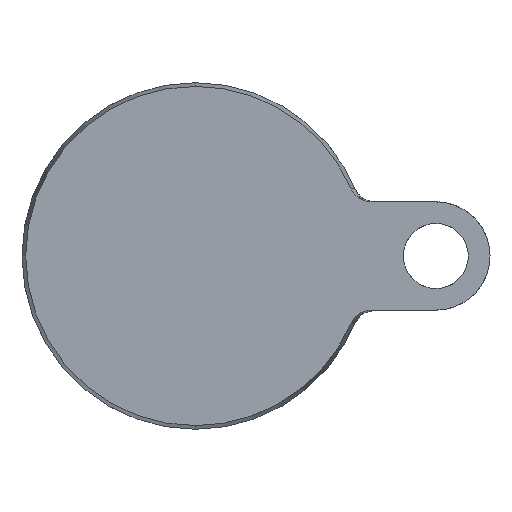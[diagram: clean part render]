
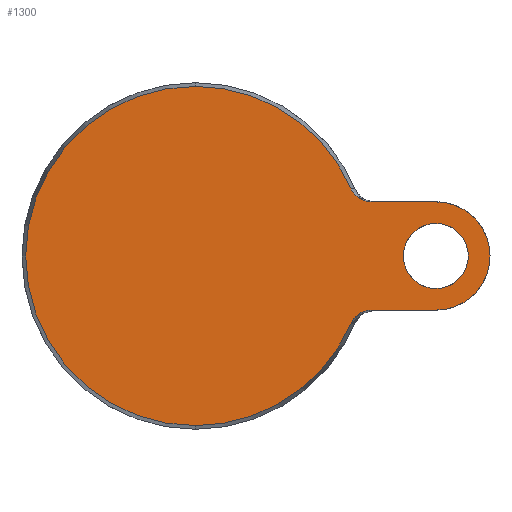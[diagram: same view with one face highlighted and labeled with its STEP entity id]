
A CAD part, front view. The second image highlights one B-rep face of the part: STEP entity #1300.
In plain terms, the highlighted planar face has unit normal (0, -1, 0).
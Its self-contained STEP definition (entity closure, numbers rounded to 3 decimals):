
#21 = CARTESIAN_POINT ( 'NONE',  ( 38.891, 0., -12.781 ) ) ;
#36 = VERTEX_POINT ( 'NONE', #891 ) ;
#43 = AXIS2_PLACEMENT_3D ( 'NONE', #1301, #1419, #777 ) ;
#44 = CARTESIAN_POINT ( 'NONE',  ( 0., 0., 39.143 ) ) ;
#69 = B_SPLINE_CURVE_WITH_KNOTS ( 'NONE', 3,
 ( #274, #163, #521, #1038, #1401, #1538, #913, #907, #640, #414, #21, #920, #1054, #526 ),
 .UNSPECIFIED., .F., .F.,
 ( 4, 2, 2, 2, 2, 2, 4 ),
 ( 0., 0.001, 0.002, 0.003, 0.004, 0.004, 0.006 ),
 .UNSPECIFIED. ) ;
#98 = EDGE_CURVE ( 'NONE', #36, #129, #307, .T. ) ;
#107 = VERTEX_POINT ( 'NONE', #143 ) ;
#129 = VERTEX_POINT ( 'NONE', #1040 ) ;
#143 = CARTESIAN_POINT ( 'NONE',  ( 35.928, 0., -15.535 ) ) ;
#163 = CARTESIAN_POINT ( 'NONE',  ( 36.124, 0., -15.081 ) ) ;
#199 = CARTESIAN_POINT ( 'NONE',  ( 55.5, 0., 0. ) ) ;
#215 = ORIENTED_EDGE ( 'NONE', *, *, #383, .T. ) ;
#228 = CARTESIAN_POINT ( 'NONE',  ( 55.5, 0., -12.5 ) ) ;
#240 = CARTESIAN_POINT ( 'NONE',  ( 36.388, 0., 14.659 ) ) ;
#250 = EDGE_CURVE ( 'NONE', #129, #36, #991, .T. ) ;
#274 = CARTESIAN_POINT ( 'NONE',  ( 35.928, 0., -15.535 ) ) ;
#282 = AXIS2_PLACEMENT_3D ( 'NONE', #1006, #625, #372 ) ;
#307 = CIRCLE ( 'NONE', #966, 7.5 ) ;
#323 = EDGE_CURVE ( 'NONE', #708, #962, #1015, .T. ) ;
#350 = CARTESIAN_POINT ( 'NONE',  ( 39.603, 0., 12.57 ) ) ;
#355 = DIRECTION ( 'NONE',  ( -1., 0., 0. ) ) ;
#356 = CARTESIAN_POINT ( 'NONE',  ( 36.861, 0., 14.101 ) ) ;
#360 = CIRCLE ( 'NONE', #43, 39.143 ) ;
#365 = ORIENTED_EDGE ( 'NONE', *, *, #422, .T. ) ;
#366 = CARTESIAN_POINT ( 'NONE',  ( 38.008, 0., 13.187 ) ) ;
#372 = DIRECTION ( 'NONE',  ( 0., 0., 1. ) ) ;
#383 = EDGE_CURVE ( 'NONE', #107, #962, #69, .T. ) ;
#403 = DIRECTION ( 'NONE',  ( 0., 1., 0. ) ) ;
#414 = CARTESIAN_POINT ( 'NONE',  ( 38.663, 0., -12.866 ) ) ;
#422 = EDGE_CURVE ( 'NONE', #1312, #750, #360, .T. ) ;
#435 = ORIENTED_EDGE ( 'NONE', *, *, #1553, .T. ) ;
#458 = ORIENTED_EDGE ( 'NONE', *, *, #250, .T. ) ;
#462 = CARTESIAN_POINT ( 'NONE',  ( 35.928, 0., 15.535 ) ) ;
#490 = CIRCLE ( 'NONE', #1416, 12.5 ) ;
#491 = CARTESIAN_POINT ( 'NONE',  ( 40.579, 0., 12.5 ) ) ;
#521 = CARTESIAN_POINT ( 'NONE',  ( 36.381, 0., -14.668 ) ) ;
#526 = CARTESIAN_POINT ( 'NONE',  ( 40.579, 0., -12.5 ) ) ;
#543 = DIRECTION ( 'NONE',  ( 0., -1., 0. ) ) ;
#547 = EDGE_CURVE ( 'NONE', #750, #107, #1389, .T. ) ;
#567 = CIRCLE ( 'NONE', #732, 39.143 ) ;
#594 = VECTOR ( 'NONE', #1127, 1000. ) ;
#625 = DIRECTION ( 'NONE',  ( 0., 1., 0. ) ) ;
#630 = DIRECTION ( 'NONE',  ( 0., 1., 0. ) ) ;
#640 = CARTESIAN_POINT ( 'NONE',  ( 38.218, 0., -13.072 ) ) ;
#646 = FACE_BOUND ( 'NONE', #1603, .T. ) ;
#680 = ORIENTED_EDGE ( 'NONE', *, *, #1061, .F. ) ;
#695 = VERTEX_POINT ( 'NONE', #1128 ) ;
#701 = VECTOR ( 'NONE', #355, 1000. ) ;
#705 = VERTEX_POINT ( 'NONE', #491 ) ;
#708 = VERTEX_POINT ( 'NONE', #228 ) ;
#729 = ORIENTED_EDGE ( 'NONE', *, *, #998, .F. ) ;
#732 = AXIS2_PLACEMENT_3D ( 'NONE', #1184, #543, #1322 ) ;
#739 = CARTESIAN_POINT ( 'NONE',  ( 38.665, 0., 12.866 ) ) ;
#750 = VERTEX_POINT ( 'NONE', #1393 ) ;
#777 = DIRECTION ( 'NONE',  ( 0., 0., -1. ) ) ;
#803 = VERTEX_POINT ( 'NONE', #1037 ) ;
#822 = DIRECTION ( 'NONE',  ( 0., 0., -1. ) ) ;
#859 = CARTESIAN_POINT ( 'NONE',  ( 15., 0., 12.5 ) ) ;
#866 = CARTESIAN_POINT ( 'NONE',  ( 40.085, 0., 12.5 ) ) ;
#874 = CARTESIAN_POINT ( 'NONE',  ( 37.032, 0., 13.927 ) ) ;
#891 = CARTESIAN_POINT ( 'NONE',  ( 55.5, 0., -7.5 ) ) ;
#907 = CARTESIAN_POINT ( 'NONE',  ( 38., 0., -13.192 ) ) ;
#910 = DIRECTION ( 'NONE',  ( 0., 0., 1. ) ) ;
#913 = CARTESIAN_POINT ( 'NONE',  ( 37.591, 0., -13.458 ) ) ;
#920 = CARTESIAN_POINT ( 'NONE',  ( 39.592, 0., -12.572 ) ) ;
#945 = EDGE_CURVE ( 'NONE', #695, #1312, #567, .T. ) ;
#962 = VERTEX_POINT ( 'NONE', #1052 ) ;
#966 = AXIS2_PLACEMENT_3D ( 'NONE', #1283, #630, #1143 ) ;
#970 = CARTESIAN_POINT ( 'NONE',  ( 40.579, 0., 12.5 ) ) ;
#985 = CARTESIAN_POINT ( 'NONE',  ( 38.897, 0., 12.778 ) ) ;
#991 = CIRCLE ( 'NONE', #282, 7.5 ) ;
#998 = EDGE_CURVE ( 'NONE', #803, #708, #490, .T. ) ;
#1006 = CARTESIAN_POINT ( 'NONE',  ( 55.5, 0., 0. ) ) ;
#1015 = LINE ( 'NONE', #1377, #701 ) ;
#1031 = PLANE ( 'NONE',  #1418 ) ;
#1037 = CARTESIAN_POINT ( 'NONE',  ( 55.5, 0., 12.5 ) ) ;
#1038 = CARTESIAN_POINT ( 'NONE',  ( 36.857, 0., -14.106 ) ) ;
#1040 = CARTESIAN_POINT ( 'NONE',  ( 55.5, 0., 7.5 ) ) ;
#1052 = CARTESIAN_POINT ( 'NONE',  ( 40.579, 0., -12.5 ) ) ;
#1054 = CARTESIAN_POINT ( 'NONE',  ( 40.085, 0., -12.5 ) ) ;
#1061 = EDGE_CURVE ( 'NONE', #705, #803, #1230, .T. ) ;
#1066 = DIRECTION ( 'NONE',  ( 0., 1., 0. ) ) ;
#1113 = CARTESIAN_POINT ( 'NONE',  ( 37.4, 0., 13.603 ) ) ;
#1127 = DIRECTION ( 'NONE',  ( 1., 0., 0. ) ) ;
#1128 = CARTESIAN_POINT ( 'NONE',  ( 35.928, 0., 15.535 ) ) ;
#1143 = DIRECTION ( 'NONE',  ( 0., 0., 1. ) ) ;
#1144 = FACE_OUTER_BOUND ( 'NONE', #1468, .T. ) ;
#1184 = CARTESIAN_POINT ( 'NONE',  ( 0., 0., 0. ) ) ;
#1192 = ORIENTED_EDGE ( 'NONE', *, *, #547, .T. ) ;
#1206 = DIRECTION ( 'NONE',  ( 0., -1., 0. ) ) ;
#1208 = ORIENTED_EDGE ( 'NONE', *, *, #945, .T. ) ;
#1216 = CARTESIAN_POINT ( 'NONE',  ( 37.598, 0., 13.453 ) ) ;
#1230 = LINE ( 'NONE', #859, #594 ) ;
#1283 = CARTESIAN_POINT ( 'NONE',  ( 55.5, 0., 0. ) ) ;
#1296 = B_SPLINE_CURVE_WITH_KNOTS ( 'NONE', 3,
 ( #970, #866, #350, #985, #739, #1487, #366, #1216, #1113, #874, #356, #240, #1602, #462 ),
 .UNSPECIFIED., .F., .F.,
 ( 4, 2, 2, 2, 2, 2, 4 ),
 ( 0., 0.001, 0.002, 0.003, 0.004, 0.004, 0.006 ),
 .UNSPECIFIED. ) ;
#1300 = ADVANCED_FACE ( 'NONE', ( #1144, #646 ), #1031, .F. ) ;
#1301 = CARTESIAN_POINT ( 'NONE',  ( 0., 0., 0. ) ) ;
#1312 = VERTEX_POINT ( 'NONE', #44 ) ;
#1316 = ORIENTED_EDGE ( 'NONE', *, *, #98, .T. ) ;
#1322 = DIRECTION ( 'NONE',  ( 0., 0., -1. ) ) ;
#1377 = CARTESIAN_POINT ( 'NONE',  ( 15., 0., -12.5 ) ) ;
#1389 = CIRCLE ( 'NONE', #1621, 39.143 ) ;
#1393 = CARTESIAN_POINT ( 'NONE',  ( 0., 0., -39.143 ) ) ;
#1401 = CARTESIAN_POINT ( 'NONE',  ( 37.031, 0., -13.929 ) ) ;
#1416 = AXIS2_PLACEMENT_3D ( 'NONE', #199, #1066, #1569 ) ;
#1418 = AXIS2_PLACEMENT_3D ( 'NONE', #1535, #403, #910 ) ;
#1419 = DIRECTION ( 'NONE',  ( 0., -1., 0. ) ) ;
#1443 = CARTESIAN_POINT ( 'NONE',  ( 0., 0., 0. ) ) ;
#1468 = EDGE_LOOP ( 'NONE', ( #680, #435, #1208, #365, #1192, #215, #1617, #729 ) ) ;
#1487 = CARTESIAN_POINT ( 'NONE',  ( 38.221, 0., 13.07 ) ) ;
#1535 = CARTESIAN_POINT ( 'NONE',  ( -39.143, 0., 0. ) ) ;
#1538 = CARTESIAN_POINT ( 'NONE',  ( 37.397, 0., -13.606 ) ) ;
#1553 = EDGE_CURVE ( 'NONE', #705, #695, #1296, .T. ) ;
#1569 = DIRECTION ( 'NONE',  ( 0., 0., -1. ) ) ;
#1602 = CARTESIAN_POINT ( 'NONE',  ( 36.124, 0., 15.081 ) ) ;
#1603 = EDGE_LOOP ( 'NONE', ( #1316, #458 ) ) ;
#1617 = ORIENTED_EDGE ( 'NONE', *, *, #323, .F. ) ;
#1621 = AXIS2_PLACEMENT_3D ( 'NONE', #1443, #1206, #822 ) ;
